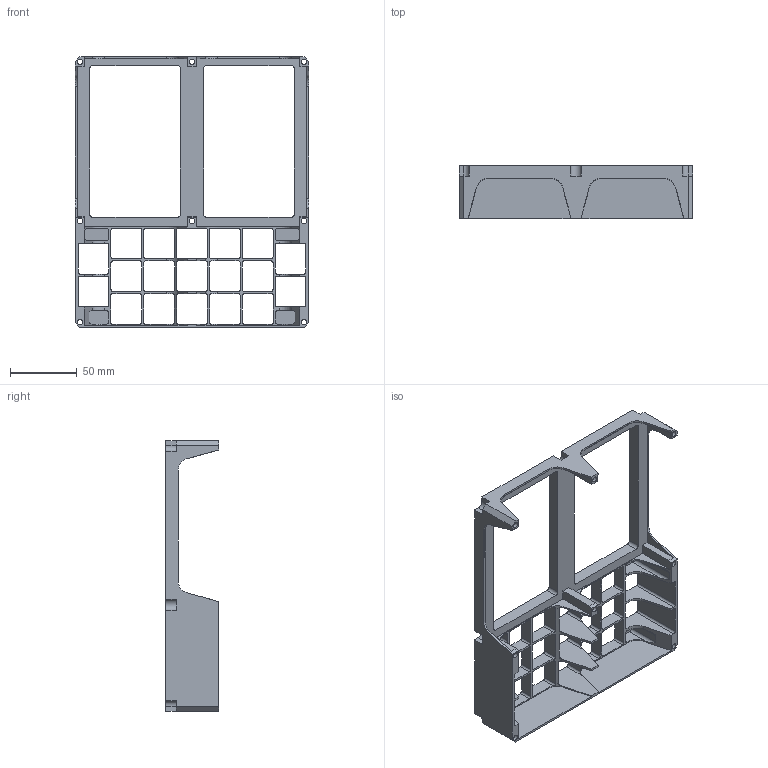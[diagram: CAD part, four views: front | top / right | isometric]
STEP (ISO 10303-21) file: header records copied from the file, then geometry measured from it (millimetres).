
FILE_DESCRIPTION(/* description */ (''),/* implementation_level */ '2;1');
FILE_NAME(/* name */ '2004929-exact-COVER, FRONT v3.step',/* time_stamp */ '2019-05-02T11:13:04-05:00',/* author */ (''),/* organization */ (''),/* preprocessor_version */ 'ST-DEVELOPER v18',/* originating_system */ 'Autodesk Translation Framework v8.2.0.1029',/* authorisation */ '');
FILE_SCHEMA (('AUTOMOTIVE_DESIGN { 1 0 10303 214 3 1 1 }'));
Length unit declared in the file: inch
Products named in the file (1): 2004929-exact-COVER, FRONT
Bounding box: 175.26 x 39.88 x 203.2 mm (x, y, z)
Volume: 124652.2 mm3; surface area: 87330 mm2
Topology: 1 solids, 1 shells, 331 faces, 1023 edges, 682 vertices
Faces by surface type: plane 195, cylinder 136
Full cylindrical faces by diameter (mm): 4.115 x8, 8.255 x1
Entity records: 11800 total; most frequent: CARTESIAN_POINT 2305, ORIENTED_EDGE 2046, DIRECTION 1935, EDGE_CURVE 1023, LINE 727, VECTOR 727, VERTEX_POINT 682, AXIS2_PLACEMENT_3D 604
